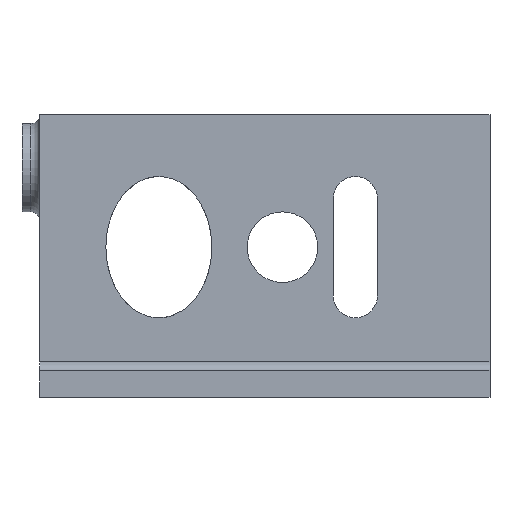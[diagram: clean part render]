
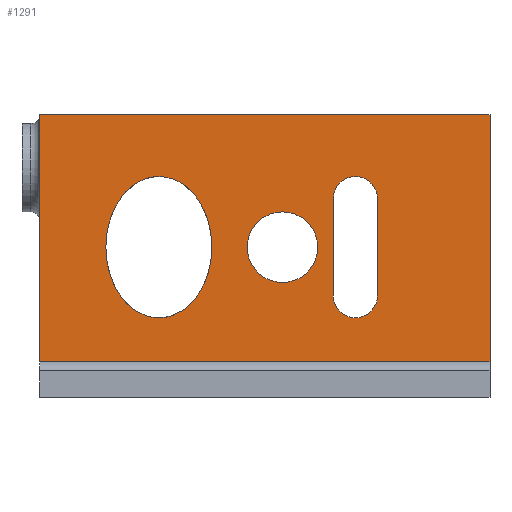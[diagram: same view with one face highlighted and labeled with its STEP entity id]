
A CAD part, front view. The second image highlights one B-rep face of the part: STEP entity #1291.
In plain terms, the highlighted planar face has unit normal (0, -1, 0).
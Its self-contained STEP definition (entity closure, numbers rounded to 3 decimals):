
#37=FACE_BOUND('',#313,.T.);
#38=FACE_BOUND('',#314,.T.);
#39=FACE_BOUND('',#315,.T.);
#56=ELLIPSE('',#1355,8.,6.);
#57=ELLIPSE('',#1356,8.,6.);
#73=CIRCLE('',#1323,2.5);
#75=CIRCLE('',#1328,2.5);
#94=CIRCLE('',#1362,4.);
#95=CIRCLE('',#1363,4.);
#231=FACE_OUTER_BOUND('',#312,.T.);
#312=EDGE_LOOP('',(#1114,#1115,#1116,#1117));
#313=EDGE_LOOP('',(#1118,#1119,#1120,#1121));
#314=EDGE_LOOP('',(#1122,#1123));
#315=EDGE_LOOP('',(#1124,#1125));
#351=LINE('',#1900,#443);
#359=LINE('',#1927,#451);
#374=LINE('',#2063,#466);
#384=LINE('',#2109,#476);
#418=LINE('',#2235,#510);
#419=LINE('',#2236,#511);
#443=VECTOR('',#1498,1.);
#451=VECTOR('',#1528,1.);
#466=VECTOR('',#1637,1.);
#476=VECTOR('',#1685,1.);
#510=VECTOR('',#1815,1.);
#511=VECTOR('',#1816,1.);
#537=VERTEX_POINT('',#1897);
#538=VERTEX_POINT('',#1899);
#544=VERTEX_POINT('',#1917);
#546=VERTEX_POINT('',#1926);
#565=VERTEX_POINT('',#2017);
#566=VERTEX_POINT('',#2018);
#570=VERTEX_POINT('',#2031);
#571=VERTEX_POINT('',#2032);
#583=VERTEX_POINT('',#2060);
#584=VERTEX_POINT('',#2062);
#601=VERTEX_POINT('',#2107);
#645=VERTEX_POINT('',#2234);
#675=EDGE_CURVE('',#538,#537,#351,.T.);
#684=EDGE_CURVE('',#544,#538,#73,.T.);
#689=EDGE_CURVE('',#546,#544,#359,.T.);
#692=EDGE_CURVE('',#537,#546,#75,.T.);
#716=EDGE_CURVE('',#565,#566,#56,.T.);
#717=EDGE_CURVE('',#566,#565,#57,.T.);
#723=EDGE_CURVE('',#570,#571,#94,.T.);
#724=EDGE_CURVE('',#571,#570,#95,.T.);
#738=EDGE_CURVE('',#583,#584,#374,.T.);
#761=EDGE_CURVE('',#601,#583,#384,.T.);
#823=EDGE_CURVE('',#601,#645,#418,.T.);
#824=EDGE_CURVE('',#645,#584,#419,.T.);
#1114=ORIENTED_EDGE('',*,*,#761,.F.);
#1115=ORIENTED_EDGE('',*,*,#823,.T.);
#1116=ORIENTED_EDGE('',*,*,#824,.T.);
#1117=ORIENTED_EDGE('',*,*,#738,.F.);
#1118=ORIENTED_EDGE('',*,*,#689,.T.);
#1119=ORIENTED_EDGE('',*,*,#684,.T.);
#1120=ORIENTED_EDGE('',*,*,#675,.T.);
#1121=ORIENTED_EDGE('',*,*,#692,.T.);
#1122=ORIENTED_EDGE('',*,*,#716,.T.);
#1123=ORIENTED_EDGE('',*,*,#717,.T.);
#1124=ORIENTED_EDGE('',*,*,#723,.T.);
#1125=ORIENTED_EDGE('',*,*,#724,.T.);
#1234=PLANE('',#1439);
#1291=ADVANCED_FACE('',(#231,#37,#38,#39),#1234,.T.);
#1323=AXIS2_PLACEMENT_3D('',#1918,#1518,#1519);
#1328=AXIS2_PLACEMENT_3D('',#1931,#1534,#1535);
#1355=AXIS2_PLACEMENT_3D('',#2019,#1593,#1594);
#1356=AXIS2_PLACEMENT_3D('',#2020,#1595,#1596);
#1362=AXIS2_PLACEMENT_3D('',#2033,#1609,#1610);
#1363=AXIS2_PLACEMENT_3D('',#2034,#1611,#1612);
#1439=AXIS2_PLACEMENT_3D('',#2233,#1813,#1814);
#1498=DIRECTION('',(0.,0.,1.));
#1518=DIRECTION('center_axis',(0.,1.,0.));
#1519=DIRECTION('ref_axis',(0.,0.,-1.));
#1528=DIRECTION('',(0.,0.,-1.));
#1534=DIRECTION('center_axis',(0.,1.,0.));
#1535=DIRECTION('ref_axis',(0.,0.,1.));
#1593=DIRECTION('center_axis',(0.,1.,0.));
#1594=DIRECTION('ref_axis',(0.,0.,1.));
#1595=DIRECTION('center_axis',(0.,1.,0.));
#1596=DIRECTION('ref_axis',(0.,0.,1.));
#1609=DIRECTION('center_axis',(0.,1.,0.));
#1610=DIRECTION('ref_axis',(1.,0.,0.));
#1611=DIRECTION('center_axis',(0.,1.,0.));
#1612=DIRECTION('ref_axis',(1.,0.,0.));
#1637=DIRECTION('',(0.,0.,1.));
#1685=DIRECTION('',(-1.,0.,0.));
#1813=DIRECTION('center_axis',(0.,-1.,0.));
#1814=DIRECTION('ref_axis',(0.,0.,-1.));
#1815=DIRECTION('',(0.,0.,1.));
#1816=DIRECTION('',(-1.,0.,0.));
#1897=CARTESIAN_POINT('',(1286.552,501.28,22.5));
#1899=CARTESIAN_POINT('',(1286.552,501.28,11.5));
#1900=CARTESIAN_POINT('',(1286.552,501.28,11.25));
#1917=CARTESIAN_POINT('',(1291.552,501.28,11.5));
#1918=CARTESIAN_POINT('Origin',(1289.052,501.28,11.5));
#1926=CARTESIAN_POINT('',(1291.552,501.28,22.5));
#1927=CARTESIAN_POINT('',(1291.552,501.28,5.75));
#1931=CARTESIAN_POINT('Origin',(1289.052,501.28,22.5));
#2017=CARTESIAN_POINT('',(1266.802,501.28,25.));
#2018=CARTESIAN_POINT('',(1266.802,501.28,9.));
#2019=CARTESIAN_POINT('Origin',(1266.802,501.28,17.));
#2020=CARTESIAN_POINT('Origin',(1266.802,501.28,17.));
#2031=CARTESIAN_POINT('',(1284.802,501.28,17.));
#2032=CARTESIAN_POINT('',(1276.802,501.28,17.));
#2033=CARTESIAN_POINT('Origin',(1280.802,501.28,17.));
#2034=CARTESIAN_POINT('Origin',(1280.802,501.28,17.));
#2060=CARTESIAN_POINT('',(1253.302,501.28,4.));
#2062=CARTESIAN_POINT('',(1253.302,501.28,32.));
#2063=CARTESIAN_POINT('',(1253.302,501.28,0.));
#2107=CARTESIAN_POINT('',(1304.302,501.28,4.));
#2109=CARTESIAN_POINT('',(1291.552,501.28,4.));
#2233=CARTESIAN_POINT('Origin',(1304.302,501.28,0.));
#2234=CARTESIAN_POINT('',(1304.302,501.28,32.));
#2235=CARTESIAN_POINT('',(1304.302,501.28,0.));
#2236=CARTESIAN_POINT('',(1253.302,501.28,32.));
